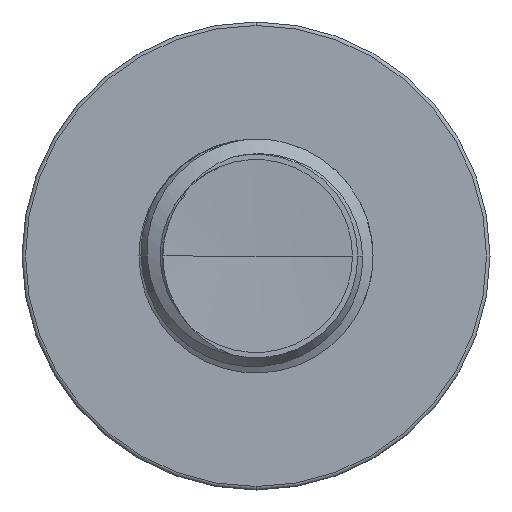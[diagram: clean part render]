
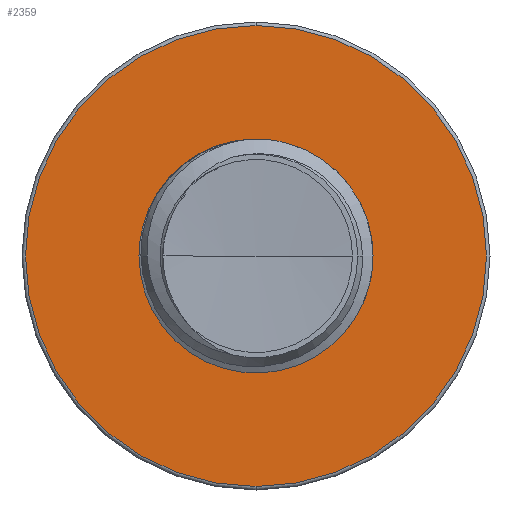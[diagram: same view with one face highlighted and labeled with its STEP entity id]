
A CAD part, front view. The second image highlights one B-rep face of the part: STEP entity #2359.
In plain terms, the highlighted planar face has unit normal (0, -1, 0).
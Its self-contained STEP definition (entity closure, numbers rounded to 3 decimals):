
#358 = VERTEX_POINT ( 'NONE', #8891 ) ;
#626 = CARTESIAN_POINT ( 'NONE',  ( 0., 5., 2.923 ) ) ;
#633 = ORIENTED_EDGE ( 'NONE', *, *, #7861, .F. ) ;
#723 = EDGE_LOOP ( 'NONE', ( #3923, #886 ) ) ;
#869 = CIRCLE ( 'NONE', #6615, 2.923 ) ;
#886 = ORIENTED_EDGE ( 'NONE', *, *, #13979, .T. ) ;
#1088 = DIRECTION ( 'NONE',  ( 0., 0., -1. ) ) ;
#1089 = DIRECTION ( 'NONE',  ( 0., -1., 0. ) ) ;
#1119 = CARTESIAN_POINT ( 'NONE',  ( 0., 5., 0. ) ) ;
#1275 = CIRCLE ( 'NONE', #11171, 5.91 ) ;
#1935 = DIRECTION ( 'NONE',  ( 0., 0., -1. ) ) ;
#1957 = DIRECTION ( 'NONE',  ( 0., -1., 0. ) ) ;
#1970 = CARTESIAN_POINT ( 'NONE',  ( 0., 5., 0. ) ) ;
#2359 = ADVANCED_FACE ( 'NONE', ( #10664, #13703 ), #5588, .T. ) ;
#2669 = AXIS2_PLACEMENT_3D ( 'NONE', #1119, #1089, #1088 ) ;
#3923 = ORIENTED_EDGE ( 'NONE', *, *, #7084, .T. ) ;
#3941 = ORIENTED_EDGE ( 'NONE', *, *, #6015, .F. ) ;
#4645 = VERTEX_POINT ( 'NONE', #12346 ) ;
#5246 = DIRECTION ( 'NONE',  ( 0., 0., -1. ) ) ;
#5260 = DIRECTION ( 'NONE',  ( 0., -1., 0. ) ) ;
#5280 = CARTESIAN_POINT ( 'NONE',  ( 0., 5., 2.923 ) ) ;
#5413 = CIRCLE ( 'NONE', #2669, 5.91 ) ;
#5588 = PLANE ( 'NONE',  #10027 ) ;
#6015 = EDGE_CURVE ( 'NONE', #358, #12056, #869, .T. ) ;
#6382 = CIRCLE ( 'NONE', #9300, 2.923 ) ;
#6615 = AXIS2_PLACEMENT_3D ( 'NONE', #6680, #6676, #6662 ) ;
#6662 = DIRECTION ( 'NONE',  ( 0., 0., -1. ) ) ;
#6676 = DIRECTION ( 'NONE',  ( 0., -1., 0. ) ) ;
#6680 = CARTESIAN_POINT ( 'NONE',  ( 0., 5., 0. ) ) ;
#7084 = EDGE_CURVE ( 'NONE', #12777, #4645, #5413, .T. ) ;
#7861 = EDGE_CURVE ( 'NONE', #12056, #358, #6382, .T. ) ;
#8891 = CARTESIAN_POINT ( 'NONE',  ( 0., 5., -2.923 ) ) ;
#9300 = AXIS2_PLACEMENT_3D ( 'NONE', #1970, #1957, #1935 ) ;
#9740 = CARTESIAN_POINT ( 'NONE',  ( 0., 5., -5.91 ) ) ;
#10027 = AXIS2_PLACEMENT_3D ( 'NONE', #5280, #5260, #5246 ) ;
#10336 = DIRECTION ( 'NONE',  ( 0., 0., -1. ) ) ;
#10390 = DIRECTION ( 'NONE',  ( 0., -1., 0. ) ) ;
#10396 = CARTESIAN_POINT ( 'NONE',  ( 0., 5., 0. ) ) ;
#10664 = FACE_OUTER_BOUND ( 'NONE', #723, .T. ) ;
#11171 = AXIS2_PLACEMENT_3D ( 'NONE', #10396, #10390, #10336 ) ;
#12056 = VERTEX_POINT ( 'NONE', #626 ) ;
#12346 = CARTESIAN_POINT ( 'NONE',  ( 0., 5., 5.91 ) ) ;
#12397 = EDGE_LOOP ( 'NONE', ( #3941, #633 ) ) ;
#12777 = VERTEX_POINT ( 'NONE', #9740 ) ;
#13703 = FACE_BOUND ( 'NONE', #12397, .T. ) ;
#13979 = EDGE_CURVE ( 'NONE', #4645, #12777, #1275, .T. ) ;
